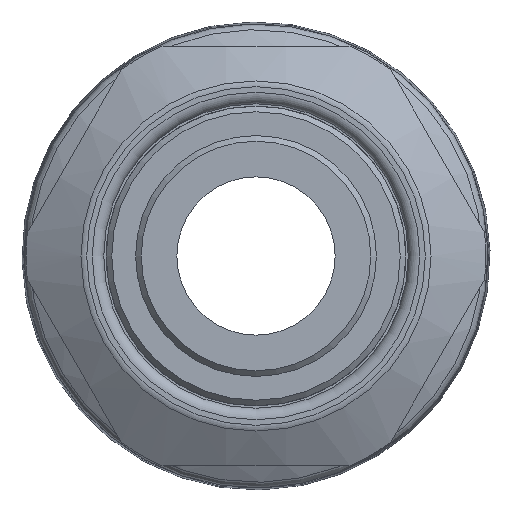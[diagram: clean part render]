
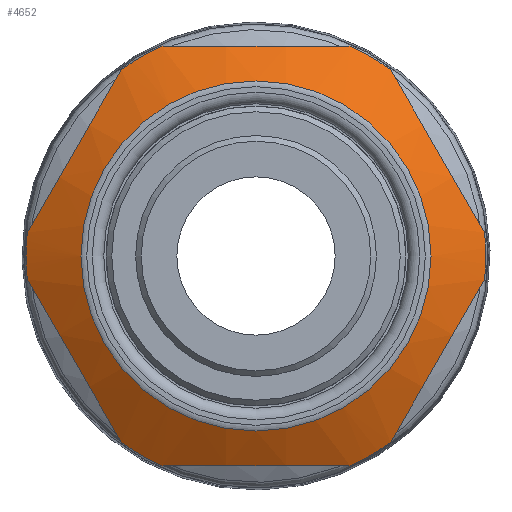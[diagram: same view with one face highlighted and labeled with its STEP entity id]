
A CAD part, front view. The second image highlights one B-rep face of the part: STEP entity #4652.
In plain terms, the highlighted conical face has half-angle 60 degrees and reference radius 17.78 mm.
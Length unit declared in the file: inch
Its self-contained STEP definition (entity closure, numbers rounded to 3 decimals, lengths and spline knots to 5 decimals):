
#189=(
BOUNDED_CURVE()
B_SPLINE_CURVE(2,(#10862,#10863,#10864),.UNSPECIFIED.,.F.,.F.)
B_SPLINE_CURVE_WITH_KNOTS((3,3),(0.,1.67512),.UNSPECIFIED.)
CURVE()
GEOMETRIC_REPRESENTATION_ITEM()
RATIONAL_B_SPLINE_CURVE((1.,1.096,1.))
REPRESENTATION_ITEM('')
);
#190=(
BOUNDED_CURVE()
B_SPLINE_CURVE(2,(#10868,#10869,#10870),.UNSPECIFIED.,.F.,.F.)
B_SPLINE_CURVE_WITH_KNOTS((3,3),(0.,1.67512),.UNSPECIFIED.)
CURVE()
GEOMETRIC_REPRESENTATION_ITEM()
RATIONAL_B_SPLINE_CURVE((1.,1.096,1.))
REPRESENTATION_ITEM('')
);
#191=(
BOUNDED_CURVE()
B_SPLINE_CURVE(2,(#10874,#10875,#10876),.UNSPECIFIED.,.F.,.F.)
B_SPLINE_CURVE_WITH_KNOTS((3,3),(0.,1.67512),.UNSPECIFIED.)
CURVE()
GEOMETRIC_REPRESENTATION_ITEM()
RATIONAL_B_SPLINE_CURVE((1.,1.096,1.))
REPRESENTATION_ITEM('')
);
#192=(
BOUNDED_CURVE()
B_SPLINE_CURVE(2,(#10880,#10881,#10882),.UNSPECIFIED.,.F.,.F.)
B_SPLINE_CURVE_WITH_KNOTS((3,3),(0.,1.67512),.UNSPECIFIED.)
CURVE()
GEOMETRIC_REPRESENTATION_ITEM()
RATIONAL_B_SPLINE_CURVE((1.,1.096,1.))
REPRESENTATION_ITEM('')
);
#193=(
BOUNDED_CURVE()
B_SPLINE_CURVE(2,(#10886,#10887,#10888),.UNSPECIFIED.,.F.,.F.)
B_SPLINE_CURVE_WITH_KNOTS((3,3),(0.,1.67512),.UNSPECIFIED.)
CURVE()
GEOMETRIC_REPRESENTATION_ITEM()
RATIONAL_B_SPLINE_CURVE((1.,1.096,1.))
REPRESENTATION_ITEM('')
);
#194=(
BOUNDED_CURVE()
B_SPLINE_CURVE(2,(#10892,#10893,#10894),.UNSPECIFIED.,.F.,.F.)
B_SPLINE_CURVE_WITH_KNOTS((3,3),(0.,1.67512),.UNSPECIFIED.)
CURVE()
GEOMETRIC_REPRESENTATION_ITEM()
RATIONAL_B_SPLINE_CURVE((1.,1.096,1.))
REPRESENTATION_ITEM('')
);
#691=FACE_OUTER_BOUND('',#996,.T.);
#996=EDGE_LOOP('',(#3743,#3744,#3745,#3746,#3747,#3748,#3749,#3750,#3751,
#3752,#3753,#3754,#3755,#3756,#3757,#3758));
#1201=LINE('',#10858,#1385);
#1385=VECTOR('',#6246,0.7);
#1659=CIRCLE('',#5163,0.60928);
#1661=CIRCLE('',#5167,0.8);
#1662=CIRCLE('',#5168,0.8);
#1663=CIRCLE('',#5169,0.8);
#1664=CIRCLE('',#5170,0.8);
#1665=CIRCLE('',#5171,0.8);
#1666=CIRCLE('',#5172,0.8);
#1667=CIRCLE('',#5173,0.8);
#2022=VERTEX_POINT('',#10850);
#2024=VERTEX_POINT('',#10857);
#2025=VERTEX_POINT('',#10859);
#2026=VERTEX_POINT('',#10861);
#2027=VERTEX_POINT('',#10865);
#2028=VERTEX_POINT('',#10867);
#2029=VERTEX_POINT('',#10871);
#2030=VERTEX_POINT('',#10873);
#2031=VERTEX_POINT('',#10877);
#2032=VERTEX_POINT('',#10879);
#2033=VERTEX_POINT('',#10883);
#2034=VERTEX_POINT('',#10885);
#2035=VERTEX_POINT('',#10889);
#2036=VERTEX_POINT('',#10891);
#2614=EDGE_CURVE('',#2022,#2022,#1659,.T.);
#2616=EDGE_CURVE('',#2022,#2024,#1201,.T.);
#2617=EDGE_CURVE('',#2025,#2024,#1661,.T.);
#2618=EDGE_CURVE('',#2026,#2025,#189,.T.);
#2619=EDGE_CURVE('',#2027,#2026,#1662,.T.);
#2620=EDGE_CURVE('',#2028,#2027,#190,.T.);
#2621=EDGE_CURVE('',#2029,#2028,#1663,.T.);
#2622=EDGE_CURVE('',#2030,#2029,#191,.T.);
#2623=EDGE_CURVE('',#2031,#2030,#1664,.T.);
#2624=EDGE_CURVE('',#2032,#2031,#192,.T.);
#2625=EDGE_CURVE('',#2033,#2032,#1665,.T.);
#2626=EDGE_CURVE('',#2034,#2033,#193,.T.);
#2627=EDGE_CURVE('',#2035,#2034,#1666,.T.);
#2628=EDGE_CURVE('',#2036,#2035,#194,.T.);
#2629=EDGE_CURVE('',#2024,#2036,#1667,.T.);
#3743=ORIENTED_EDGE('',*,*,#2614,.F.);
#3744=ORIENTED_EDGE('',*,*,#2616,.T.);
#3745=ORIENTED_EDGE('',*,*,#2617,.F.);
#3746=ORIENTED_EDGE('',*,*,#2618,.F.);
#3747=ORIENTED_EDGE('',*,*,#2619,.F.);
#3748=ORIENTED_EDGE('',*,*,#2620,.F.);
#3749=ORIENTED_EDGE('',*,*,#2621,.F.);
#3750=ORIENTED_EDGE('',*,*,#2622,.F.);
#3751=ORIENTED_EDGE('',*,*,#2623,.F.);
#3752=ORIENTED_EDGE('',*,*,#2624,.F.);
#3753=ORIENTED_EDGE('',*,*,#2625,.F.);
#3754=ORIENTED_EDGE('',*,*,#2626,.F.);
#3755=ORIENTED_EDGE('',*,*,#2627,.F.);
#3756=ORIENTED_EDGE('',*,*,#2628,.F.);
#3757=ORIENTED_EDGE('',*,*,#2629,.F.);
#3758=ORIENTED_EDGE('',*,*,#2616,.F.);
#4136=CONICAL_SURFACE('',#5166,0.7,1.047);
#4652=ADVANCED_FACE('',(#691),#4136,.T.);
#5163=AXIS2_PLACEMENT_3D('',#10852,#6238,#6239);
#5166=AXIS2_PLACEMENT_3D('',#10856,#6244,#6245);
#5167=AXIS2_PLACEMENT_3D('',#10860,#6247,#6248);
#5168=AXIS2_PLACEMENT_3D('',#10866,#6249,#6250);
#5169=AXIS2_PLACEMENT_3D('',#10872,#6251,#6252);
#5170=AXIS2_PLACEMENT_3D('',#10878,#6253,#6254);
#5171=AXIS2_PLACEMENT_3D('',#10884,#6255,#6256);
#5172=AXIS2_PLACEMENT_3D('',#10890,#6257,#6258);
#5173=AXIS2_PLACEMENT_3D('',#10895,#6259,#6260);
#6238=DIRECTION('center_axis',(0.,-1.,0.));
#6239=DIRECTION('ref_axis',(-1.,0.,0.));
#6244=DIRECTION('center_axis',(0.,1.,0.));
#6245=DIRECTION('ref_axis',(1.,0.,0.));
#6246=DIRECTION('',(-0.866,0.5,0.));
#6247=DIRECTION('center_axis',(0.,1.,0.));
#6248=DIRECTION('ref_axis',(-1.,0.,0.));
#6249=DIRECTION('center_axis',(0.,1.,0.));
#6250=DIRECTION('ref_axis',(-1.,0.,0.));
#6251=DIRECTION('center_axis',(0.,1.,0.));
#6252=DIRECTION('ref_axis',(-1.,0.,0.));
#6253=DIRECTION('center_axis',(0.,1.,0.));
#6254=DIRECTION('ref_axis',(-1.,0.,0.));
#6255=DIRECTION('center_axis',(0.,1.,0.));
#6256=DIRECTION('ref_axis',(-1.,0.,0.));
#6257=DIRECTION('center_axis',(0.,1.,0.));
#6258=DIRECTION('ref_axis',(-1.,0.,0.));
#6259=DIRECTION('center_axis',(0.,1.,0.));
#6260=DIRECTION('ref_axis',(-1.,0.,0.));
#10850=CARTESIAN_POINT('',(-0.60928,-2.06909,0.));
#10852=CARTESIAN_POINT('Origin',(0.,-2.06909,
0.));
#10856=CARTESIAN_POINT('Origin',(0.,-2.01671,
0.));
#10857=CARTESIAN_POINT('',(-0.8,-1.95898,0.));
#10858=CARTESIAN_POINT('',(-0.7,-2.01671,0.));
#10859=CARTESIAN_POINT('',(-0.79583,-1.95898,-0.08158));
#10860=CARTESIAN_POINT('Origin',(0.,-1.95898,
0.));
#10861=CARTESIAN_POINT('',(-0.46857,-1.95898,-0.64842));
#10862=CARTESIAN_POINT('Ctrl Pts',(-0.46857,-1.95898,
-0.64842));
#10863=CARTESIAN_POINT('Ctrl Pts',(-0.6322,-2.03627,
-0.365));
#10864=CARTESIAN_POINT('Ctrl Pts',(-0.79583,-1.95898,
-0.08158));
#10865=CARTESIAN_POINT('',(-0.32726,-1.95898,-0.73));
#10866=CARTESIAN_POINT('Origin',(0.,-1.95898,
0.));
#10867=CARTESIAN_POINT('',(0.32726,-1.95898,-0.73));
#10868=CARTESIAN_POINT('Ctrl Pts',(0.32726,-1.95898,
-0.73));
#10869=CARTESIAN_POINT('Ctrl Pts',(0.,-2.03627,
-0.73));
#10870=CARTESIAN_POINT('Ctrl Pts',(-0.32726,-1.95898,
-0.73));
#10871=CARTESIAN_POINT('',(0.46857,-1.95898,-0.64842));
#10872=CARTESIAN_POINT('Origin',(0.,-1.95898,
0.));
#10873=CARTESIAN_POINT('',(0.79583,-1.95898,-0.08158));
#10874=CARTESIAN_POINT('Ctrl Pts',(0.79583,-1.95898,
-0.08158));
#10875=CARTESIAN_POINT('Ctrl Pts',(0.6322,-2.03627,-0.365));
#10876=CARTESIAN_POINT('Ctrl Pts',(0.46857,-1.95898,
-0.64842));
#10877=CARTESIAN_POINT('',(0.79583,-1.95898,0.08158));
#10878=CARTESIAN_POINT('Origin',(0.,-1.95898,
0.));
#10879=CARTESIAN_POINT('',(0.46857,-1.95898,0.64842));
#10880=CARTESIAN_POINT('Ctrl Pts',(0.46857,-1.95898,
0.64842));
#10881=CARTESIAN_POINT('Ctrl Pts',(0.6322,-2.03627,
0.365));
#10882=CARTESIAN_POINT('Ctrl Pts',(0.79583,-1.95898,
0.08158));
#10883=CARTESIAN_POINT('',(0.32726,-1.95898,0.73));
#10884=CARTESIAN_POINT('Origin',(0.,-1.95898,
0.));
#10885=CARTESIAN_POINT('',(-0.32726,-1.95898,0.73));
#10886=CARTESIAN_POINT('Ctrl Pts',(-0.32726,-1.95898,
0.73));
#10887=CARTESIAN_POINT('Ctrl Pts',(0.,-2.03627,
0.73));
#10888=CARTESIAN_POINT('Ctrl Pts',(0.32726,-1.95898,
0.73));
#10889=CARTESIAN_POINT('',(-0.46857,-1.95898,0.64842));
#10890=CARTESIAN_POINT('Origin',(0.,-1.95898,
0.));
#10891=CARTESIAN_POINT('',(-0.79583,-1.95898,0.08158));
#10892=CARTESIAN_POINT('Ctrl Pts',(-0.79583,-1.95898,
0.08158));
#10893=CARTESIAN_POINT('Ctrl Pts',(-0.6322,-2.03627,
0.365));
#10894=CARTESIAN_POINT('Ctrl Pts',(-0.46857,-1.95898,
0.64842));
#10895=CARTESIAN_POINT('Origin',(0.,-1.95898,
0.));
